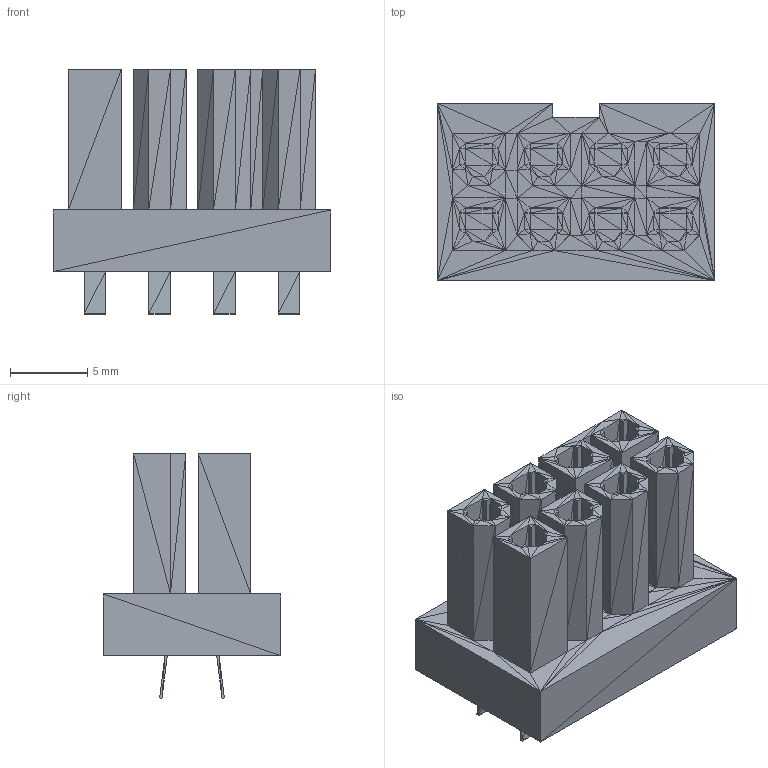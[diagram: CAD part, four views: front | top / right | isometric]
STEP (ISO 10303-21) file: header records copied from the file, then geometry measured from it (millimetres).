
FILE_DESCRIPTION((''),'2;1');
FILE_NAME('GPU-8P-PCB', '2025-04-05T21:17:30', (''), (''), 'ImageToStl.com STEP Converter','', '');
FILE_SCHEMA(('AUTOMOTIVE_DESIGN_CC2'));
Length unit declared in the file: metre
Products named in the file (1): product0
Bounding box: 18 x 11.5 x 15.87 mm (x, y, z)
Surface area: 2304 mm2 (no closed solid volume)
Topology: 0 solids, 788 shells, 788 faces, 2364 edges, 396 vertices
Faces by surface type: plane 788
Entity records: 18156 total; most frequent: DIRECTION 3942, ORIENTED_EDGE 2364, EDGE_CURVE 2364, LINE 2364, VECTOR 2364, AXIS2_PLACEMENT_3D 789, FACE_SURFACE 788, PLANE 788
